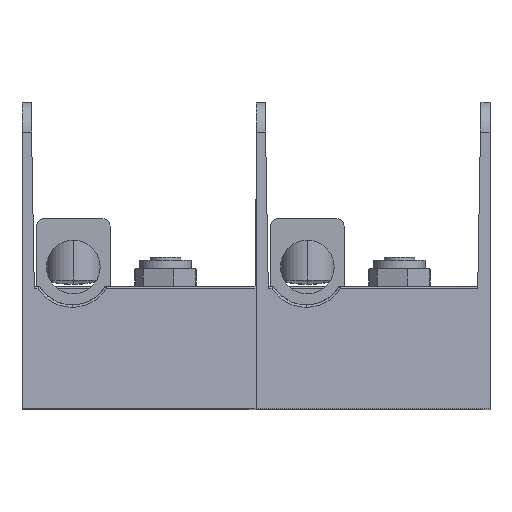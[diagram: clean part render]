
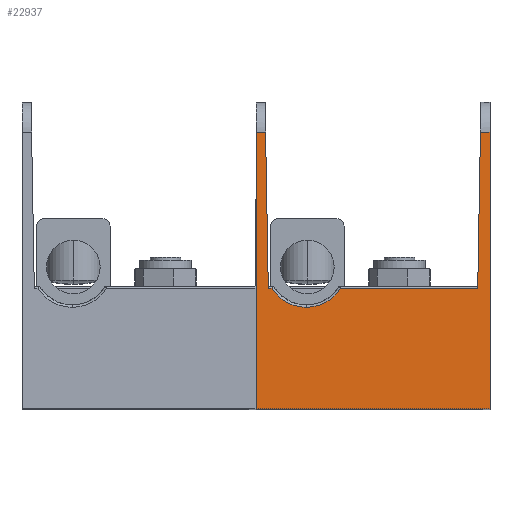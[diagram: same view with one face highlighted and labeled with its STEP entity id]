
A CAD part, top view. The second image highlights one B-rep face of the part: STEP entity #22937.
In plain terms, the highlighted planar face has unit normal (0, 0.018, 1).
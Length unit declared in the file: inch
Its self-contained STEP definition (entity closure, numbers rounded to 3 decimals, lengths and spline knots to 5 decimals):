
#85 = CARTESIAN_POINT ( 'NONE',  ( 0.955, 2.25436, 2.36311 ) ) ;
#110 = ORIENTED_EDGE ( 'NONE', *, *, #6238, .T. ) ;
#463 = EDGE_LOOP ( 'NONE', ( #17931, #36065, #21996, #19930, #16881, #7186, #5868, #110, #23401, #18901, #2267 ) ) ;
#544 = EDGE_CURVE ( 'NONE', #18240, #7422, #748, .T. ) ;
#595 = DIRECTION ( 'NONE',  ( -0.017, -1., 0.017 ) ) ;
#748 = LINE ( 'NONE', #24768, #14837 ) ;
#942 = CARTESIAN_POINT ( 'NONE',  ( -0.955, 0., 2.40246 ) ) ;
#1230 = DIRECTION ( 'NONE',  ( -1., 0., 0. ) ) ;
#2017 = LINE ( 'NONE', #14632, #31194 ) ;
#2267 = ORIENTED_EDGE ( 'NONE', *, *, #35659, .T. ) ;
#3319 = CARTESIAN_POINT ( 'NONE',  ( 0.955, 0., 2.40246 ) ) ;
#3463 = VERTEX_POINT ( 'NONE', #3319 ) ;
#3467 = LINE ( 'NONE', #3925, #31751 ) ;
#3925 = CARTESIAN_POINT ( 'NONE',  ( 0.955, 2.25436, 2.36311 ) ) ;
#4392 = CARTESIAN_POINT ( 'NONE',  ( -0.85466, 0.98035, 2.38534 ) ) ;
#5304 = VERTEX_POINT ( 'NONE', #26591 ) ;
#5565 = CARTESIAN_POINT ( 'NONE',  ( -0.26585, 0.98035, 2.38534 ) ) ;
#5868 = ORIENTED_EDGE ( 'NONE', *, *, #35081, .T. ) ;
#6238 = EDGE_CURVE ( 'NONE', #15484, #18240, #2017, .T. ) ;
#6514 = DIRECTION ( 'NONE',  ( -1., 0., 0. ) ) ;
#6582 = CARTESIAN_POINT ( 'NONE',  ( -0.76235, 0.88232, 2.38705 ) ) ;
#6642 = CARTESIAN_POINT ( 'NONE',  ( 0.955, 1., 2.385 ) ) ;
#6687 = CARTESIAN_POINT ( 'NONE',  ( 0.955, 0., 2.40246 ) ) ;
#6938 = LINE ( 'NONE', #28710, #21947 ) ;
#7014 = CARTESIAN_POINT ( 'NONE',  ( -0.955, 1., 2.385 ) ) ;
#7186 = ORIENTED_EDGE ( 'NONE', *, *, #30508, .F. ) ;
#7422 = VERTEX_POINT ( 'NONE', #20500 ) ;
#8358 = EDGE_CURVE ( 'NONE', #7422, #28992, #34233, .T. ) ;
#8390 = CARTESIAN_POINT ( 'NONE',  ( 0.85466, 0.98035, 2.38534 ) ) ;
#8412 = CARTESIAN_POINT ( 'NONE',  ( -0.42912, 0.82635, 2.38803 ) ) ;
#9010 = DIRECTION ( 'NONE',  ( 0., -1., 0.017 ) ) ;
#9376 = PLANE ( 'NONE',  #23644 ) ;
#9503 = DIRECTION ( 'NONE',  ( 0., -1., 0.017 ) ) ;
#9864 = DIRECTION ( 'NONE',  ( 0., -1., 0.017 ) ) ;
#10809 = LINE ( 'NONE', #6687, #18313 ) ;
#10935 = VECTOR ( 'NONE', #9864, 39.37008 ) ;
#12130 = CARTESIAN_POINT ( 'NONE',  ( -0.545, 0.82635, 2.38803 ) ) ;
#12494 =( BOUNDED_CURVE ( )  B_SPLINE_CURVE ( 3, ( #12130, #29090, #6582, #26371 ),
 .UNSPECIFIED., .F., .F. ) 
 B_SPLINE_CURVE_WITH_KNOTS ( ( 4, 4 ),
 ( 0., 1.00826 ),
 .UNSPECIFIED. ) 
 CURVE ( )  GEOMETRIC_REPRESENTATION_ITEM ( )  RATIONAL_B_SPLINE_CURVE ( ( 1., 0.917, 0.917, 1. ) ) 
 REPRESENTATION_ITEM ( '' )  );
#12726 = CARTESIAN_POINT ( 'NONE',  ( 0.87689, 2.25436, 2.36311 ) ) ;
#13747 = EDGE_CURVE ( 'NONE', #3463, #33514, #10809, .T. ) ;
#14574 = DIRECTION ( 'NONE',  ( 0.017, -1., 0.017 ) ) ;
#14632 = CARTESIAN_POINT ( 'NONE',  ( 0.85503, 1.00174, 2.38497 ) ) ;
#14837 = VECTOR ( 'NONE', #22286, 39.37008 ) ;
#15484 = VERTEX_POINT ( 'NONE', #12726 ) ;
#15492 = CARTESIAN_POINT ( 'NONE',  ( -0.545, 0.82635, 2.38803 ) ) ;
#16294 = FACE_OUTER_BOUND ( 'NONE', #463, .T. ) ;
#16881 = ORIENTED_EDGE ( 'NONE', *, *, #13747, .F. ) ;
#17173 = LINE ( 'NONE', #23198, #32260 ) ;
#17772 = EDGE_CURVE ( 'NONE', #27516, #19560, #6938, .T. ) ;
#17799 = LINE ( 'NONE', #18331, #25327 ) ;
#17931 = ORIENTED_EDGE ( 'NONE', *, *, #30576, .T. ) ;
#18240 = VERTEX_POINT ( 'NONE', #8390 ) ;
#18313 = VECTOR ( 'NONE', #32297, 39.37008 ) ;
#18331 = CARTESIAN_POINT ( 'NONE',  ( 0.955, 2.25436, 2.36311 ) ) ;
#18901 = ORIENTED_EDGE ( 'NONE', *, *, #8358, .T. ) ;
#19560 = VERTEX_POINT ( 'NONE', #4392 ) ;
#19637 = CARTESIAN_POINT ( 'NONE',  ( -0.32765, 0.88232, 2.38705 ) ) ;
#19930 = ORIENTED_EDGE ( 'NONE', *, *, #20727, .T. ) ;
#20500 = CARTESIAN_POINT ( 'NONE',  ( -0.26585, 0.98035, 2.38534 ) ) ;
#20727 = EDGE_CURVE ( 'NONE', #33426, #33514, #33512, .T. ) ;
#21947 = VECTOR ( 'NONE', #14574, 39.37008 ) ;
#21996 = ORIENTED_EDGE ( 'NONE', *, *, #36525, .T. ) ;
#22286 = DIRECTION ( 'NONE',  ( -1., 0., 0. ) ) ;
#22937 = ADVANCED_FACE ( 'NONE', ( #16294 ), #9376, .T. ) ;
#23198 = CARTESIAN_POINT ( 'NONE',  ( 0.955, 1., 2.385 ) ) ;
#23401 = ORIENTED_EDGE ( 'NONE', *, *, #544, .T. ) ;
#23644 = AXIS2_PLACEMENT_3D ( 'NONE', #6642, #26424, #9503 ) ;
#24768 = CARTESIAN_POINT ( 'NONE',  ( 0.955, 0.98035, 2.38534 ) ) ;
#25327 = VECTOR ( 'NONE', #35289, 39.37008 ) ;
#26371 = CARTESIAN_POINT ( 'NONE',  ( -0.82415, 0.98035, 2.38534 ) ) ;
#26424 = DIRECTION ( 'NONE',  ( 0., 0.017, 1. ) ) ;
#26591 = CARTESIAN_POINT ( 'NONE',  ( -0.82415, 0.98035, 2.38534 ) ) ;
#27516 = VERTEX_POINT ( 'NONE', #30506 ) ;
#28178 = CARTESIAN_POINT ( 'NONE',  ( -0.545, 0.82635, 2.38803 ) ) ;
#28611 = CARTESIAN_POINT ( 'NONE',  ( -0.955, 2.25436, 2.36311 ) ) ;
#28701 = LINE ( 'NONE', #34602, #35345 ) ;
#28710 = CARTESIAN_POINT ( 'NONE',  ( -0.855, 1., 2.385 ) ) ;
#28992 = VERTEX_POINT ( 'NONE', #15492 ) ;
#29090 = CARTESIAN_POINT ( 'NONE',  ( -0.66088, 0.82635, 2.38803 ) ) ;
#30506 = CARTESIAN_POINT ( 'NONE',  ( -0.87689, 2.25436, 2.36311 ) ) ;
#30508 = EDGE_CURVE ( 'NONE', #36295, #3463, #17173, .T. ) ;
#30576 = EDGE_CURVE ( 'NONE', #5304, #19560, #28701, .T. ) ;
#31194 = VECTOR ( 'NONE', #595, 39.37008 ) ;
#31751 = VECTOR ( 'NONE', #1230, 39.37008 ) ;
#32260 = VECTOR ( 'NONE', #9010, 39.37008 ) ;
#32297 = DIRECTION ( 'NONE',  ( -1., 0., 0. ) ) ;
#33426 = VERTEX_POINT ( 'NONE', #28611 ) ;
#33512 = LINE ( 'NONE', #7014, #10935 ) ;
#33514 = VERTEX_POINT ( 'NONE', #942 ) ;
#34233 =( BOUNDED_CURVE ( )  B_SPLINE_CURVE ( 3, ( #5565, #19637, #8412, #28178 ),
 .UNSPECIFIED., .F., .F. ) 
 B_SPLINE_CURVE_WITH_KNOTS ( ( 4, 4 ),
 ( 5.27493, 6.28319 ),
 .UNSPECIFIED. ) 
 CURVE ( )  GEOMETRIC_REPRESENTATION_ITEM ( )  RATIONAL_B_SPLINE_CURVE ( ( 1., 0.917, 0.917, 1. ) ) 
 REPRESENTATION_ITEM ( '' )  );
#34602 = CARTESIAN_POINT ( 'NONE',  ( 0.955, 0.98035, 2.38534 ) ) ;
#35081 = EDGE_CURVE ( 'NONE', #36295, #15484, #3467, .T. ) ;
#35289 = DIRECTION ( 'NONE',  ( -1., 0., 0. ) ) ;
#35345 = VECTOR ( 'NONE', #6514, 39.37008 ) ;
#35659 = EDGE_CURVE ( 'NONE', #28992, #5304, #12494, .T. ) ;
#36065 = ORIENTED_EDGE ( 'NONE', *, *, #17772, .F. ) ;
#36295 = VERTEX_POINT ( 'NONE', #85 ) ;
#36525 = EDGE_CURVE ( 'NONE', #27516, #33426, #17799, .T. ) ;
